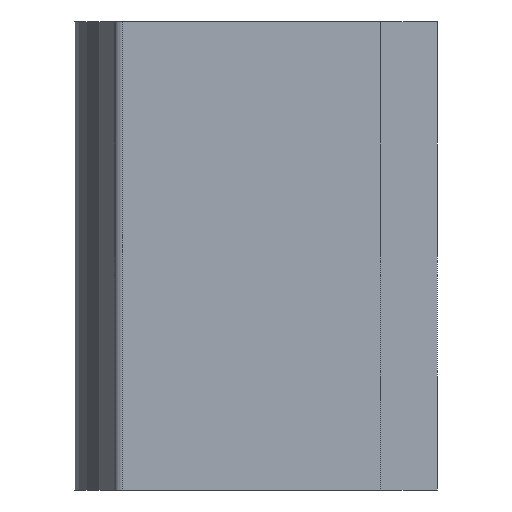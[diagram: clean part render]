
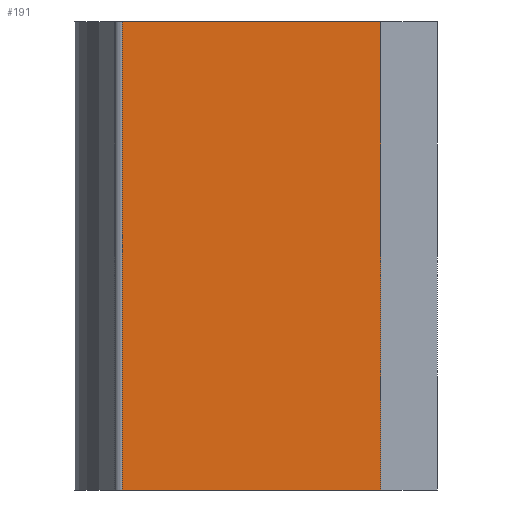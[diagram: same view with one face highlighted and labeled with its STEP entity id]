
A CAD part, left-side view. The second image highlights one B-rep face of the part: STEP entity #191.
In plain terms, the highlighted planar face has unit normal (-1, 0, 0).
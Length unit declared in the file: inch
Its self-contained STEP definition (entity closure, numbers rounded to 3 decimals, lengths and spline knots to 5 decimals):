
#31 = VERTEX_POINT ( 'NONE', #3019 ) ;
#128 = DIRECTION ( 'NONE',  ( 1., 0., 0. ) ) ;
#191 = ADVANCED_FACE ( 'NONE', ( #747 ), #692, .F. ) ;
#289 = LINE ( 'NONE', #1374, #2921 ) ;
#468 = VECTOR ( 'NONE', #3494, 39.37008 ) ;
#479 = LINE ( 'NONE', #1428, #468 ) ;
#503 = AXIS2_PLACEMENT_3D ( 'NONE', #2480, #128, #3642 ) ;
#601 = DIRECTION ( 'NONE',  ( 0., 0., -1. ) ) ;
#692 = PLANE ( 'NONE',  #503 ) ;
#747 = FACE_OUTER_BOUND ( 'NONE', #3397, .T. ) ;
#773 = ORIENTED_EDGE ( 'NONE', *, *, #1199, .T. ) ;
#788 = CARTESIAN_POINT ( 'NONE',  ( -1.5, 0.94, -1.8125 ) ) ;
#1108 = ORIENTED_EDGE ( 'NONE', *, *, #1537, .T. ) ;
#1199 = EDGE_CURVE ( 'NONE', #2248, #1433, #3204, .T. ) ;
#1374 = CARTESIAN_POINT ( 'NONE',  ( -1.5, 0., 1.8125 ) ) ;
#1428 = CARTESIAN_POINT ( 'NONE',  ( -1.5, 0., -1.8125 ) ) ;
#1433 = VERTEX_POINT ( 'NONE', #788 ) ;
#1537 = EDGE_CURVE ( 'NONE', #2606, #31, #1729, .T. ) ;
#1541 = EDGE_CURVE ( 'NONE', #31, #2248, #289, .T. ) ;
#1716 = CARTESIAN_POINT ( 'NONE',  ( -1.5, -1.063, -1.8125 ) ) ;
#1729 = LINE ( 'NONE', #2920, #3588 ) ;
#2248 = VERTEX_POINT ( 'NONE', #2325 ) ;
#2325 = CARTESIAN_POINT ( 'NONE',  ( -1.5, 0.94, 1.8125 ) ) ;
#2430 = VECTOR ( 'NONE', #601, 39.37008 ) ;
#2480 = CARTESIAN_POINT ( 'NONE',  ( -1.5, 0., -1.8125 ) ) ;
#2606 = VERTEX_POINT ( 'NONE', #1716 ) ;
#2622 = ORIENTED_EDGE ( 'NONE', *, *, #2907, .F. ) ;
#2792 = ORIENTED_EDGE ( 'NONE', *, *, #1541, .T. ) ;
#2907 = EDGE_CURVE ( 'NONE', #2606, #1433, #479, .T. ) ;
#2912 = CARTESIAN_POINT ( 'NONE',  ( -1.5, 0.94, -1.8125 ) ) ;
#2920 = CARTESIAN_POINT ( 'NONE',  ( -1.5, -1.063, -2.48988 ) ) ;
#2921 = VECTOR ( 'NONE', #3800, 39.37008 ) ;
#3019 = CARTESIAN_POINT ( 'NONE',  ( -1.5, -1.063, 1.8125 ) ) ;
#3149 = DIRECTION ( 'NONE',  ( 0., 0., 1. ) ) ;
#3204 = LINE ( 'NONE', #2912, #2430 ) ;
#3397 = EDGE_LOOP ( 'NONE', ( #2792, #773, #2622, #1108 ) ) ;
#3494 = DIRECTION ( 'NONE',  ( 0., 1., 0. ) ) ;
#3588 = VECTOR ( 'NONE', #3149, 39.37008 ) ;
#3642 = DIRECTION ( 'NONE',  ( 0., 0., -1. ) ) ;
#3800 = DIRECTION ( 'NONE',  ( 0., 1., 0. ) ) ;
